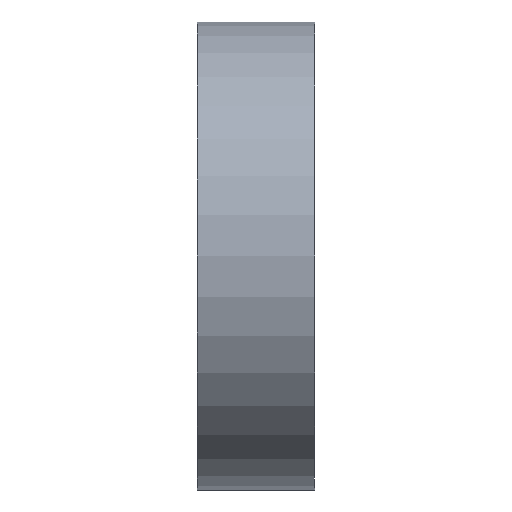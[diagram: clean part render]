
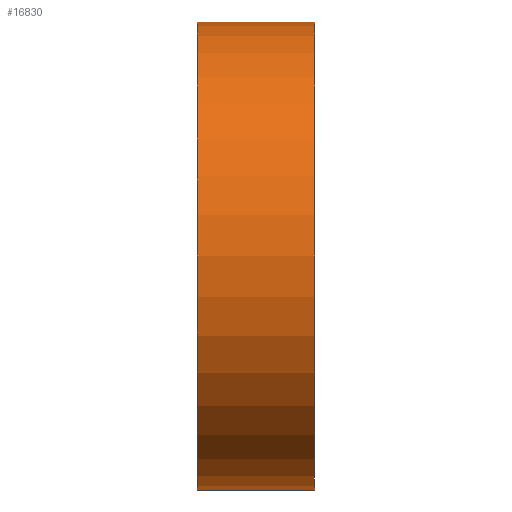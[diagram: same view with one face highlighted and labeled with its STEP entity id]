
A CAD part, left-side view. The second image highlights one B-rep face of the part: STEP entity #16830.
In plain terms, the highlighted cylindrical face has radius 16 mm (diameter 32 mm), a partial arc.
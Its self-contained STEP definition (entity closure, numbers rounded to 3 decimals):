
#994 = EDGE_LOOP ( 'NONE', ( #4818, #3305, #13476, #14020 ) ) ;
#1229 = CYLINDRICAL_SURFACE ( 'NONE', #4639, 16. ) ;
#1966 = CARTESIAN_POINT ( 'NONE',  ( 0., 0., -16. ) ) ;
#2248 = VERTEX_POINT ( 'NONE', #2343 ) ;
#2343 = CARTESIAN_POINT ( 'NONE',  ( 0., 0., 16. ) ) ;
#3305 = ORIENTED_EDGE ( 'NONE', *, *, #15539, .F. ) ;
#3406 = VERTEX_POINT ( 'NONE', #20377 ) ;
#3693 = AXIS2_PLACEMENT_3D ( 'NONE', #12013, #16832, #10431 ) ;
#4121 = VECTOR ( 'NONE', #15769, 1000. ) ;
#4490 = VERTEX_POINT ( 'NONE', #1966 ) ;
#4585 = DIRECTION ( 'NONE',  ( 0., -1., 0. ) ) ;
#4639 = AXIS2_PLACEMENT_3D ( 'NONE', #17239, #4585, #15664 ) ;
#4818 = ORIENTED_EDGE ( 'NONE', *, *, #12890, .F. ) ;
#6914 = FACE_OUTER_BOUND ( 'NONE', #994, .T. ) ;
#7943 = CARTESIAN_POINT ( 'NONE',  ( 0., 0., 0. ) ) ;
#8736 = VERTEX_POINT ( 'NONE', #18557 ) ;
#9613 = EDGE_CURVE ( 'NONE', #4490, #2248, #20404, .T. ) ;
#9707 = AXIS2_PLACEMENT_3D ( 'NONE', #7943, #11309, #15933 ) ;
#9800 = LINE ( 'NONE', #11085, #4121 ) ;
#10431 = DIRECTION ( 'NONE',  ( 0., 0., 1. ) ) ;
#11085 = CARTESIAN_POINT ( 'NONE',  ( 0., 8., -16. ) ) ;
#11309 = DIRECTION ( 'NONE',  ( 0., 1., 0. ) ) ;
#11990 = LINE ( 'NONE', #20105, #14967 ) ;
#12013 = CARTESIAN_POINT ( 'NONE',  ( 0., 8., 0. ) ) ;
#12890 = EDGE_CURVE ( 'NONE', #3406, #2248, #11990, .T. ) ;
#12942 = EDGE_CURVE ( 'NONE', #8736, #4490, #9800, .T. ) ;
#13106 = CIRCLE ( 'NONE', #3693, 16. ) ;
#13476 = ORIENTED_EDGE ( 'NONE', *, *, #12942, .T. ) ;
#13837 = DIRECTION ( 'NONE',  ( 0., -1., 0. ) ) ;
#14020 = ORIENTED_EDGE ( 'NONE', *, *, #9613, .T. ) ;
#14967 = VECTOR ( 'NONE', #13837, 1000. ) ;
#15539 = EDGE_CURVE ( 'NONE', #8736, #3406, #13106, .T. ) ;
#15664 = DIRECTION ( 'NONE',  ( 0., 0., -1. ) ) ;
#15769 = DIRECTION ( 'NONE',  ( 0., -1., 0. ) ) ;
#15933 = DIRECTION ( 'NONE',  ( 0., 0., 1. ) ) ;
#16830 = ADVANCED_FACE ( 'NONE', ( #6914 ), #1229, .T. ) ;
#16832 = DIRECTION ( 'NONE',  ( 0., 1., 0. ) ) ;
#17239 = CARTESIAN_POINT ( 'NONE',  ( 0., 8., 0. ) ) ;
#18557 = CARTESIAN_POINT ( 'NONE',  ( 0., 8., -16. ) ) ;
#20105 = CARTESIAN_POINT ( 'NONE',  ( 0., 8., 16. ) ) ;
#20377 = CARTESIAN_POINT ( 'NONE',  ( 0., 8., 16. ) ) ;
#20404 = CIRCLE ( 'NONE', #9707, 16. ) ;
